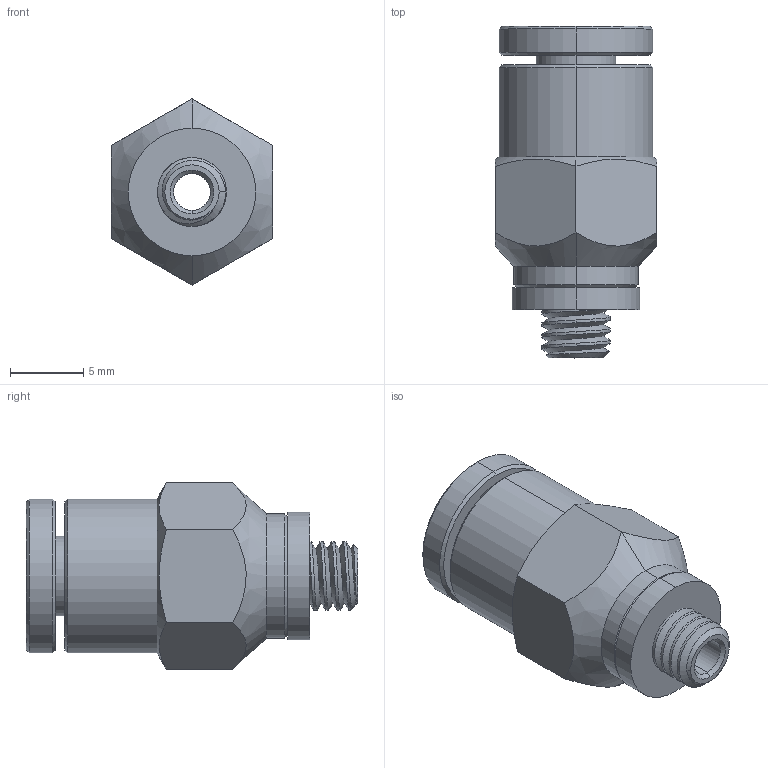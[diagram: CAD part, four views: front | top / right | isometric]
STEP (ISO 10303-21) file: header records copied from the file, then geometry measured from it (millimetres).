
FILE_DESCRIPTION (( 'STEP AP203' ), '1' );
FILE_NAME ('MCS5-32-10-32W.STEP', '2016-10-20T21:25:47', ( '' ), ( '' ), 'SwSTEP 2.0', 'SolidWorks 2016', '' );
FILE_SCHEMA (( 'CONFIG_CONTROL_DESIGN' ));
Length unit declared in the file: millimetre
Products named in the file (1): MCS5-32-10-32W
Bounding box: 11 x 22.63 x 12.7 mm (x, y, z)
Volume: 1279.4 mm3; surface area: 2469.9 mm2
Topology: 7 solids, 7 shells, 313 faces, 852 edges, 557 vertices
Faces by surface type: cone 110, plane 104, cylinder 75, bspline 24
Entity records: 37082 total; most frequent: CARTESIAN_POINT 29555, ORIENTED_EDGE 1704, DIRECTION 1385, EDGE_CURVE 852, AXIS2_PLACEMENT_3D 571, VERTEX_POINT 557, EDGE_LOOP 331, B_SPLINE_CURVE_WITH_KNOTS 328
